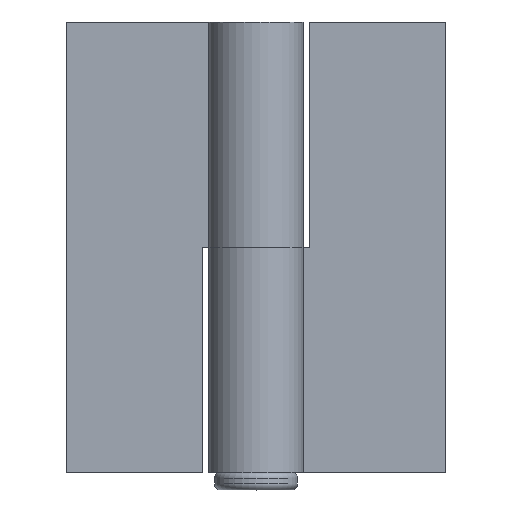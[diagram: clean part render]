
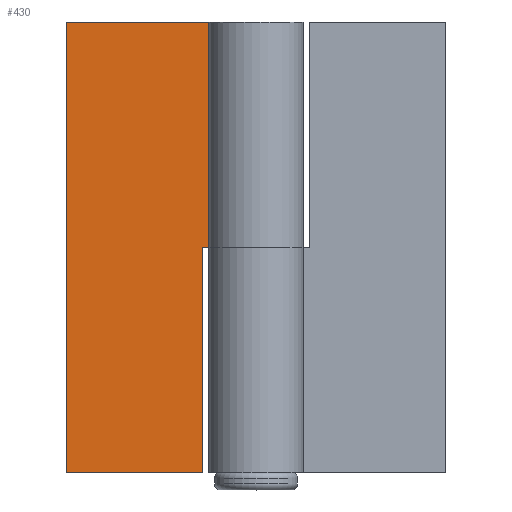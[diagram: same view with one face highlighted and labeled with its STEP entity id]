
A CAD part, top view. The second image highlights one B-rep face of the part: STEP entity #430.
In plain terms, the highlighted face is planar.
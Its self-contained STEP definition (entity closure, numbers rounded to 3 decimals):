
#50=FACE_OUTER_BOUND('',#78,.T.);
#78=EDGE_LOOP('',(#323,#324,#325,#326,#327,#328));
#107=LINE('',#649,#147);
#110=LINE('',#655,#150);
#118=LINE('',#673,#158);
#120=LINE('',#677,#160);
#122=LINE('',#681,#162);
#123=LINE('',#682,#163);
#147=VECTOR('',#512,4.5);
#150=VECTOR('',#517,19.);
#158=VECTOR('',#533,11.5);
#160=VECTOR('',#537,38.);
#162=VECTOR('',#541,19.);
#163=VECTOR('',#542,16.);
#204=VERTEX_POINT('',#646);
#205=VERTEX_POINT('',#648);
#207=VERTEX_POINT('',#654);
#213=VERTEX_POINT('',#672);
#214=VERTEX_POINT('',#676);
#215=VERTEX_POINT('',#680);
#243=EDGE_CURVE('',#205,#204,#107,.T.);
#246=EDGE_CURVE('',#207,#205,#110,.T.);
#255=EDGE_CURVE('',#213,#207,#118,.T.);
#257=EDGE_CURVE('',#214,#213,#120,.T.);
#259=EDGE_CURVE('',#215,#204,#122,.T.);
#260=EDGE_CURVE('',#214,#215,#123,.T.);
#323=ORIENTED_EDGE('',*,*,#243,.T.);
#324=ORIENTED_EDGE('',*,*,#259,.F.);
#325=ORIENTED_EDGE('',*,*,#260,.F.);
#326=ORIENTED_EDGE('',*,*,#257,.T.);
#327=ORIENTED_EDGE('',*,*,#255,.T.);
#328=ORIENTED_EDGE('',*,*,#246,.T.);
#410=PLANE('',#465);
#430=ADVANCED_FACE('',(#50),#410,.T.);
#465=AXIS2_PLACEMENT_3D('',#679,#539,#540);
#512=DIRECTION('',(1.,0.,0.));
#517=DIRECTION('',(0.,0.,-1.));
#533=DIRECTION('',(1.,0.,0.));
#537=DIRECTION('',(0.,0.,1.));
#539=DIRECTION('center_axis',(0.,1.,0.));
#540=DIRECTION('ref_axis',(0.,0.,1.));
#541=DIRECTION('',(0.,0.,1.));
#542=DIRECTION('',(1.,0.,0.));
#646=CARTESIAN_POINT('',(0.,1.5,19.));
#648=CARTESIAN_POINT('',(-4.5,1.5,19.));
#649=CARTESIAN_POINT('',(-10.25,1.5,19.));
#654=CARTESIAN_POINT('',(-4.5,1.5,38.));
#655=CARTESIAN_POINT('',(-4.5,1.5,19.));
#672=CARTESIAN_POINT('',(-16.,1.5,38.));
#673=CARTESIAN_POINT('',(-16.,1.5,38.));
#676=CARTESIAN_POINT('',(-16.,1.5,0.));
#677=CARTESIAN_POINT('',(-16.,1.5,0.));
#679=CARTESIAN_POINT('Origin',(-16.,1.5,0.));
#680=CARTESIAN_POINT('',(0.,1.5,0.));
#681=CARTESIAN_POINT('',(0.,1.5,0.));
#682=CARTESIAN_POINT('',(-16.,1.5,0.));
